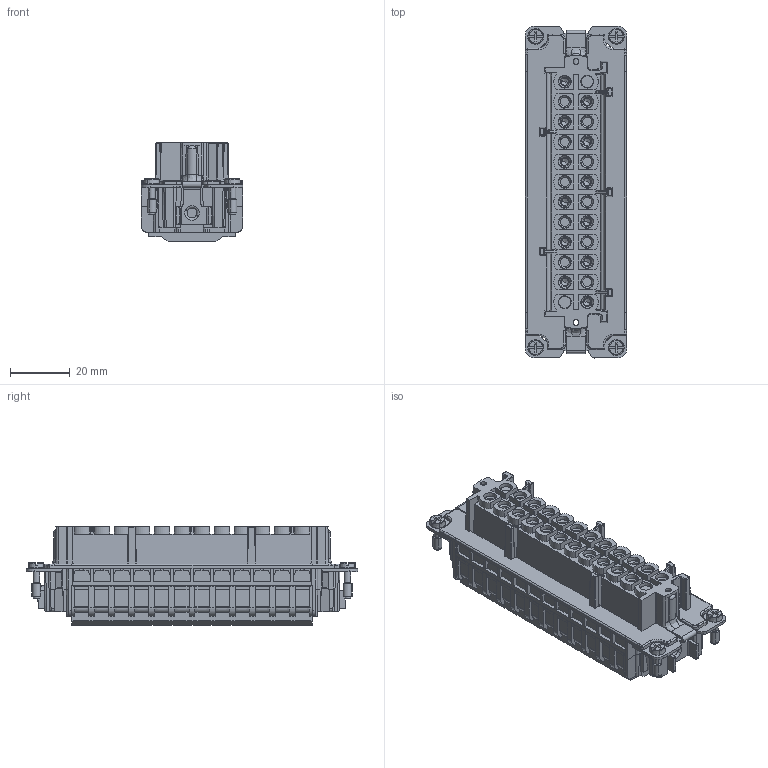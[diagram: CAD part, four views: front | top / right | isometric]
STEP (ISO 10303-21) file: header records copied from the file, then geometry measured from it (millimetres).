
FILE_DESCRIPTION(('CATIA V5 STEP Exchange','CAx-IF Rec.Pracs.--- Model Styling and Organization---1.4--- 2014-01-23'),'2;1');
FILE_NAME ('13460442_2', '2019-10-21T11:18:24+00:00', ('none'), ('Weidmueller'), 'CATIA Version 5-6 Release 2016 SP3 HF44', 'CATIA V5 STEP AP214', 'none');
FILE_SCHEMA(('AUTOMOTIVE_DESIGN { 1 0 10303 214 1 1 1 1 }'));
Products named in the file (1): 1967260000
Bounding box: 34 x 111 x 33 mm (x, y, z)
Volume: 65767.1 mm3; surface area: 36827.6 mm2
Topology: 17 solids, 41 shells, 3193 faces, 9452 edges, 6453 vertices
Faces by surface type: plane 1870, cylinder 681, cone 404, extrusion 106, sphere 44, bspline 40, torus 40, revolution 8
Entity records: 104793 total; most frequent: CARTESIAN_POINT 27624, ORIENTED_EDGE 18780, DIRECTION 11397, EDGE_CURVE 9390, VECTOR 6600, LINE 6494, VERTEX_POINT 6453, EDGE_LOOP 3385
